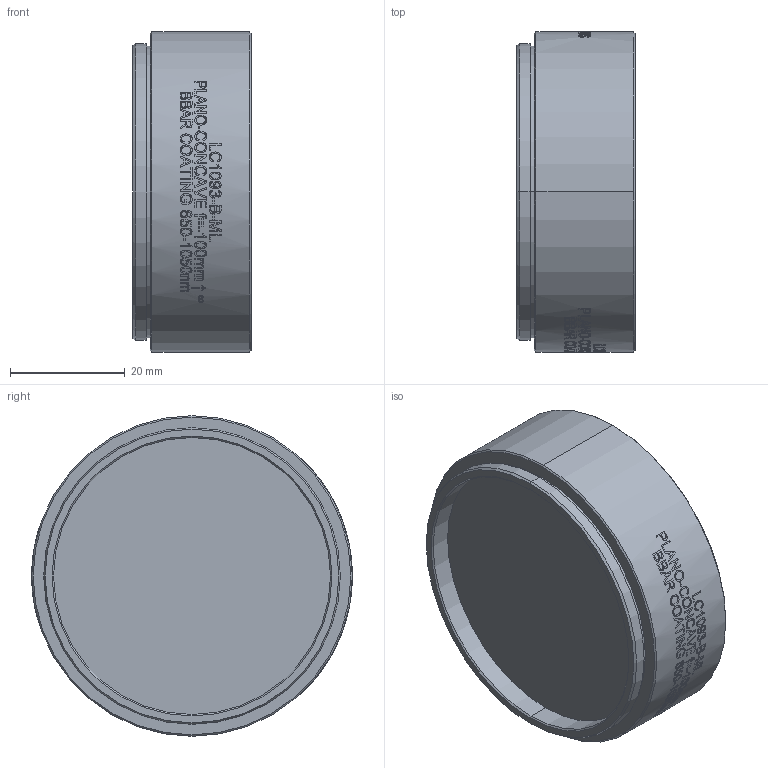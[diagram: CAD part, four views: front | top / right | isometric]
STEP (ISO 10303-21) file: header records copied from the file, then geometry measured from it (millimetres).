
FILE_DESCRIPTION (( 'STEP AP203' ), '1' );
FILE_NAME ('TTN045355-E0W.STEP', '2015-11-20T19:54:17', ( 'admin' ), ( '' ), 'SwSTEP 2.0', 'SolidWorks 2014', '' );
FILE_SCHEMA (( 'CONFIG_CONTROL_DESIGN' ));
Length unit declared in the file: inch
Products named in the file (1): TTN045355-E0W
Bounding box: 20.57 x 55.88 x 55.88 mm (x, y, z)
Volume: 22470.2 mm3; surface area: 15422.2 mm2
Topology: 3 solids, 3 shells, 150 faces, 849 edges, 802 vertices
Faces by surface type: cylinder 112, cone 20, plane 16, sphere 2
Entity records: 16701 total; most frequent: CARTESIAN_POINT 10077, ORIENTED_EDGE 1698, DIRECTION 963, EDGE_CURVE 849, VERTEX_POINT 802, B_SPLINE_CURVE_WITH_KNOTS 426, AXIS2_PLACEMENT_3D 389, EDGE_LOOP 251
